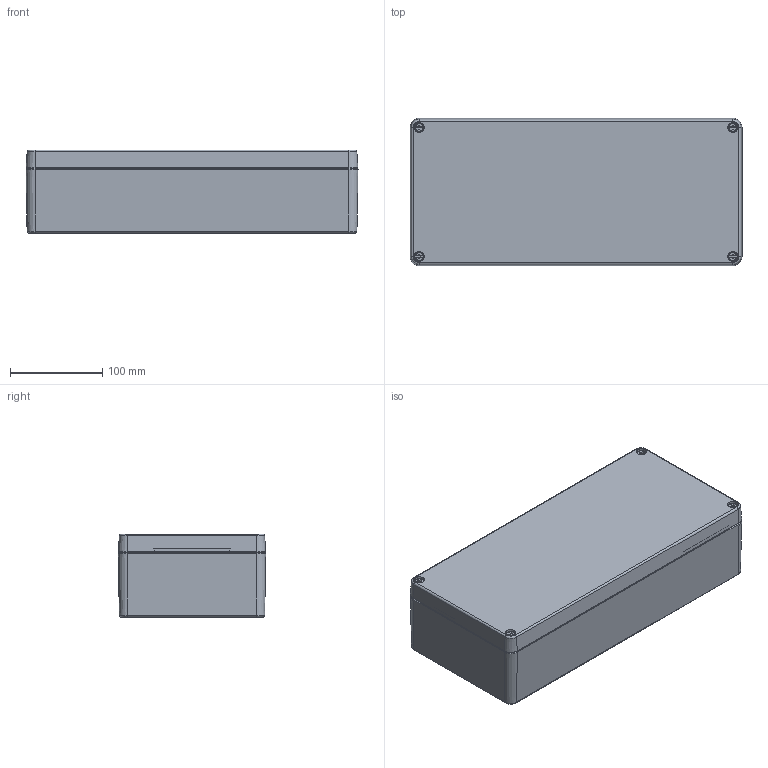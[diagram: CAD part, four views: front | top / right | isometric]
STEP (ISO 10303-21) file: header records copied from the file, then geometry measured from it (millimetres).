
FILE_DESCRIPTION( ( 'STEP AP214' ), '1' );
FILE_NAME( '15001301.stp', '2020-07-23T16:14:16', ( 'License CC BY-ND 4.0' ), ( 'CADENAS' ), ' ', 'PARTsolutions', ' ' );
FILE_SCHEMA( ( 'AUTOMOTIVE_DESIGN { 1 0 10303 214 1 1 1 1 }' ) );
Length unit declared in the file: millimetre
Products named in the file (4): 15001301; _Kasten_al_3616; _Deckel_al_3616-9; _Schraube_al-m6x25
Assembly tree (6 placements, depth 2):
  15001301
    _Kasten_al_3616
    _Deckel_al_3616-9
    _Schraube_al-m6x25  x4
Bounding box: 360 x 160 x 91 mm (x, y, z)
Volume: 988272.2 mm3; surface area: 424236.1 mm2
Topology: 6 solids, 6 shells, 390 faces, 978 edges, 637 vertices
Faces by surface type: plane 203, cone 91, cylinder 76, torus 20
Full cylindrical faces by diameter (mm): 4.9 x1, 4.92 x4, 5 x6, 5.25 x4, 5.5 x4, 6 x5
Entity records: 11712 total; most frequent: DIRECTION 1656, CARTESIAN_POINT 1587, ORIENTED_EDGE 1442, EDGE_CURVE 721, AXIS2_PLACEMENT_3D 624, VERTEX_POINT 503, EDGE_LOOP 420, LINE 408
